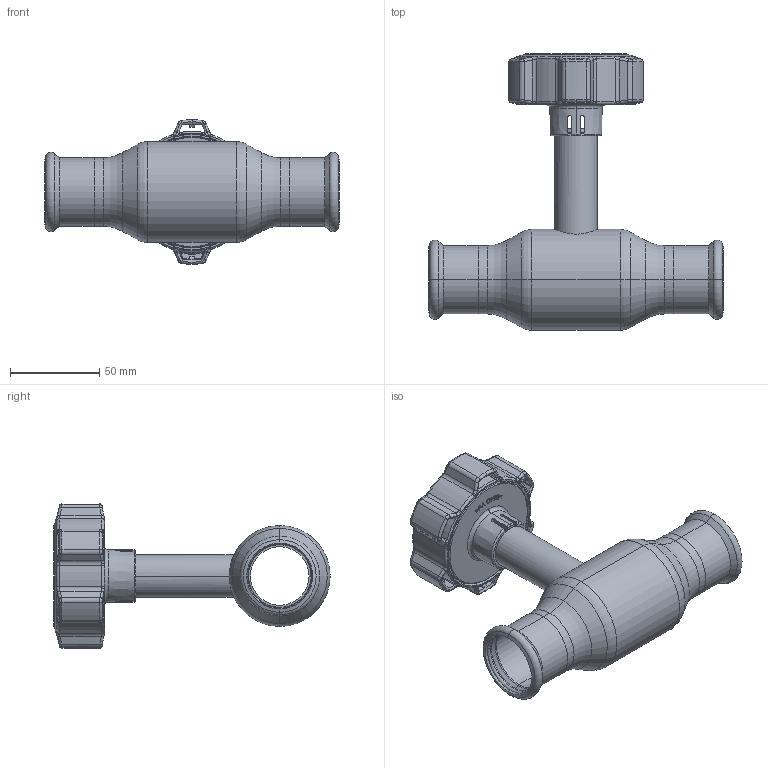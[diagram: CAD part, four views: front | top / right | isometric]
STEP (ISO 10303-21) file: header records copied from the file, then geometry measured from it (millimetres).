
FILE_DESCRIPTION (( 'STEP AP214' ), '1' );
FILE_NAME ('1032000101-1200.step', '2023-12-08T10:14:59', ( '' ), ( '' ), 'SwSTEP 2.0', 'SolidWorks 2021', '' );
FILE_SCHEMA (( 'AUTOMOTIVE_DESIGN' ));
Length unit declared in the file: millimetre
Products named in the file (1): 1032000101-1200
Bounding box: 165 x 154.8 x 81 mm (x, y, z)
Surface area: 64448.7 mm2 (no closed solid volume)
Topology: 0 solids, 34 shells, 556 faces, 1917 edges, 1349 vertices
Faces by surface type: bspline 191, cylinder 116, plane 105, cone 81, torus 63
Entity records: 38103 total; most frequent: CARTESIAN_POINT 17922, ORIENTED_EDGE 3114, DIRECTION 2227, EDGE_CURVE 1913, VERTEX_POINT 1349, AXIS2_PLACEMENT_3D 876, B_SPLINE_CURVE_WITH_KNOTS 874, EDGE_LOOP 591
